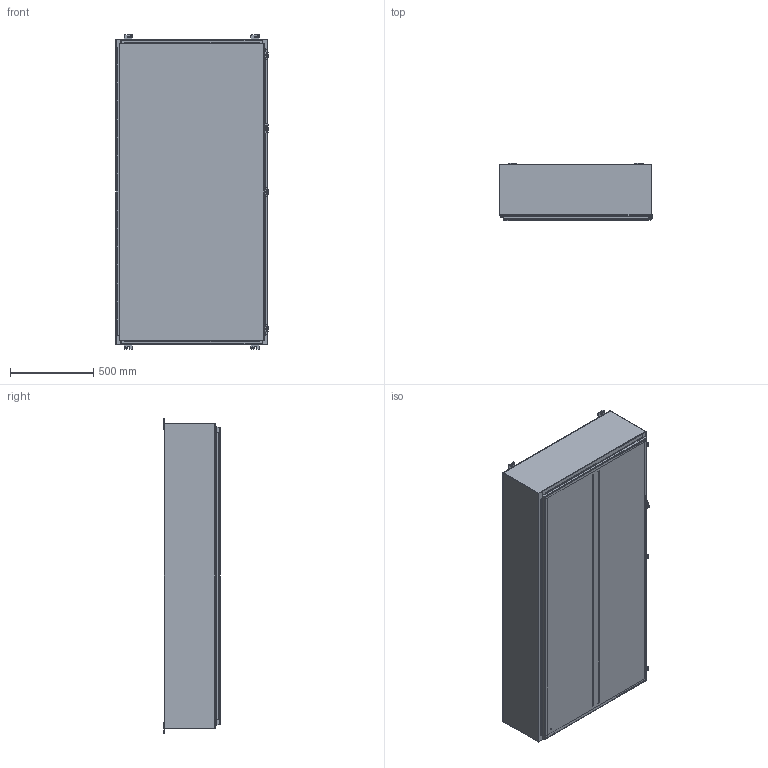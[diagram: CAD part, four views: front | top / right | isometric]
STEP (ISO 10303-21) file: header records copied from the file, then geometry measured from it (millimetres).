
FILE_DESCRIPTION (( 'STEP AP203' ), '1' );
FILE_NAME ('1418V12_Default.step', '2019-11-02T22:22:16', ( '' ), ( '' ), 'SwSTEP 2.0', 'SolidWorks 2019', '' );
FILE_SCHEMA (( 'CONFIG_CONTROL_DESIGN' ));
Length unit declared in the file: inch
Products named in the file (1): 1418V12_Default
Bounding box: 917.65 x 341.3 x 1885.95 mm (x, y, z)
Volume: 14789568.5 mm3; surface area: 14984655.6 mm2
Topology: 52 solids, 52 shells, 1894 faces, 5032 edges, 3287 vertices
Faces by surface type: plane 1024, cylinder 794, bspline 60, cone 16
Entity records: 60163 total; most frequent: CARTESIAN_POINT 11862, DIRECTION 10222, ORIENTED_EDGE 10064, EDGE_CURVE 5032, AXIS2_PLACEMENT_3D 3477, VERTEX_POINT 3287, VECTOR 3268, LINE 3268
